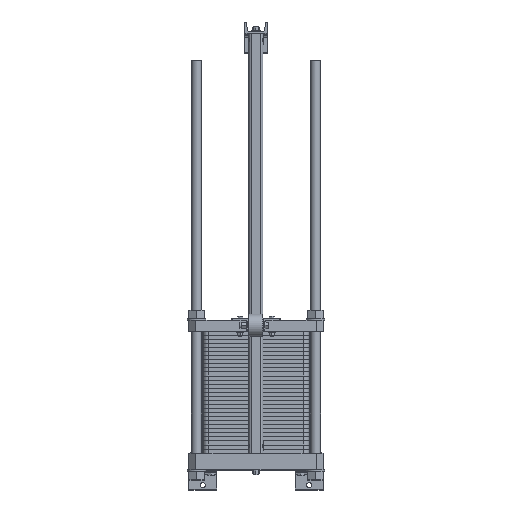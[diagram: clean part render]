
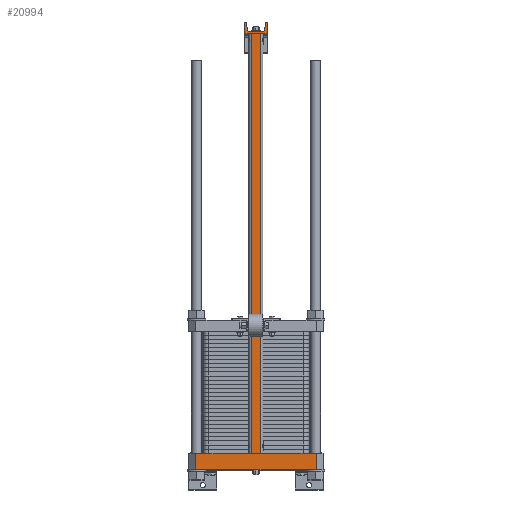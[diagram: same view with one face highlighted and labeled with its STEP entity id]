
A CAD part, top view. The second image highlights one B-rep face of the part: STEP entity #20994.
In plain terms, the highlighted planar face has unit normal (0, 0, 1).
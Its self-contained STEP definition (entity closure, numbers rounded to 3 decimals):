
#3723=FACE_OUTER_BOUND('',#4740,.T.);
#4740=EDGE_LOOP('',(#16238,#16239,#16240,#16241,#16242,#16243,#16244,#16245,
#16246,#16247,#16248,#16249,#16250,#16251,#16252,#16253,#16254,#16255,#16256,
#16257));
#5899=LINE('',#31493,#8241);
#5903=LINE('',#31500,#8245);
#5910=LINE('',#31524,#8252);
#5914=LINE('',#31536,#8256);
#5918=LINE('',#31548,#8260);
#5922=LINE('',#31568,#8264);
#5926=LINE('',#31580,#8268);
#5951=LINE('',#31646,#8293);
#5964=LINE('',#31678,#8306);
#6043=LINE('',#31970,#8385);
#6048=LINE('',#32001,#8390);
#6049=LINE('',#32003,#8391);
#6050=LINE('',#32005,#8392);
#6051=LINE('',#32007,#8393);
#6052=LINE('',#32009,#8394);
#6053=LINE('',#32010,#8395);
#8241=VECTOR('',#24404,10.);
#8245=VECTOR('',#24408,10.);
#8252=VECTOR('',#24425,10.);
#8256=VECTOR('',#24437,10.);
#8260=VECTOR('',#24449,10.);
#8264=VECTOR('',#24469,10.);
#8268=VECTOR('',#24481,10.);
#8293=VECTOR('',#24542,10.);
#8306=VECTOR('',#24579,10.);
#8385=VECTOR('',#24804,10.);
#8390=VECTOR('',#24819,1.);
#8391=VECTOR('',#24820,10.);
#8392=VECTOR('',#24821,10.);
#8393=VECTOR('',#24822,10.);
#8394=VECTOR('',#24823,10.);
#8395=VECTOR('',#24824,10.);
#10593=CIRCLE('',#21971,4.);
#10595=CIRCLE('',#21975,8.);
#10601=CIRCLE('',#21983,8.);
#10603=CIRCLE('',#21987,4.);
#11942=VERTEX_POINT('',#31477);
#11949=VERTEX_POINT('',#31490);
#11950=VERTEX_POINT('',#31492);
#11953=VERTEX_POINT('',#31498);
#11964=VERTEX_POINT('',#31521);
#11965=VERTEX_POINT('',#31523);
#11967=VERTEX_POINT('',#31529);
#11969=VERTEX_POINT('',#31535);
#11971=VERTEX_POINT('',#31541);
#11973=VERTEX_POINT('',#31547);
#11979=VERTEX_POINT('',#31561);
#11981=VERTEX_POINT('',#31567);
#11983=VERTEX_POINT('',#31573);
#11985=VERTEX_POINT('',#31579);
#12091=VERTEX_POINT('',#31969);
#12096=VERTEX_POINT('',#32000);
#12097=VERTEX_POINT('',#32002);
#12098=VERTEX_POINT('',#32004);
#12099=VERTEX_POINT('',#32006);
#12100=VERTEX_POINT('',#32008);
#13534=EDGE_CURVE('',#11950,#11949,#5899,.T.);
#13538=EDGE_CURVE('',#11942,#11953,#5903,.T.);
#13549=EDGE_CURVE('',#11965,#11964,#5910,.T.);
#13552=EDGE_CURVE('',#11967,#11965,#10593,.T.);
#13555=EDGE_CURVE('',#11969,#11967,#5914,.T.);
#13558=EDGE_CURVE('',#11971,#11969,#10595,.T.);
#13561=EDGE_CURVE('',#11973,#11971,#5918,.T.);
#13568=EDGE_CURVE('',#11979,#11973,#10601,.T.);
#13571=EDGE_CURVE('',#11981,#11979,#5922,.T.);
#13574=EDGE_CURVE('',#11983,#11981,#10603,.T.);
#13577=EDGE_CURVE('',#11985,#11983,#5926,.T.);
#13609=EDGE_CURVE('',#11964,#11950,#5951,.T.);
#13625=EDGE_CURVE('',#11953,#11985,#5964,.T.);
#13728=EDGE_CURVE('',#12091,#11942,#6043,.T.);
#13736=EDGE_CURVE('',#11949,#12096,#6048,.T.);
#13737=EDGE_CURVE('',#12096,#12097,#6049,.T.);
#13738=EDGE_CURVE('',#12097,#12098,#6050,.T.);
#13739=EDGE_CURVE('',#12099,#12098,#6051,.T.);
#13740=EDGE_CURVE('',#12100,#12099,#6052,.T.);
#13741=EDGE_CURVE('',#12100,#12091,#6053,.T.);
#16238=ORIENTED_EDGE('',*,*,#13728,.T.);
#16239=ORIENTED_EDGE('',*,*,#13538,.T.);
#16240=ORIENTED_EDGE('',*,*,#13625,.T.);
#16241=ORIENTED_EDGE('',*,*,#13577,.T.);
#16242=ORIENTED_EDGE('',*,*,#13574,.T.);
#16243=ORIENTED_EDGE('',*,*,#13571,.T.);
#16244=ORIENTED_EDGE('',*,*,#13568,.T.);
#16245=ORIENTED_EDGE('',*,*,#13561,.T.);
#16246=ORIENTED_EDGE('',*,*,#13558,.T.);
#16247=ORIENTED_EDGE('',*,*,#13555,.T.);
#16248=ORIENTED_EDGE('',*,*,#13552,.T.);
#16249=ORIENTED_EDGE('',*,*,#13549,.T.);
#16250=ORIENTED_EDGE('',*,*,#13609,.T.);
#16251=ORIENTED_EDGE('',*,*,#13534,.T.);
#16252=ORIENTED_EDGE('',*,*,#13736,.T.);
#16253=ORIENTED_EDGE('',*,*,#13737,.T.);
#16254=ORIENTED_EDGE('',*,*,#13738,.T.);
#16255=ORIENTED_EDGE('',*,*,#13739,.F.);
#16256=ORIENTED_EDGE('',*,*,#13740,.F.);
#16257=ORIENTED_EDGE('',*,*,#13741,.T.);
#20276=PLANE('',#22096);
#20994=ADVANCED_FACE('',(#3723),#20276,.T.);
#21971=AXIS2_PLACEMENT_3D('',#31530,#24431,#24432);
#21975=AXIS2_PLACEMENT_3D('',#31542,#24443,#24444);
#21983=AXIS2_PLACEMENT_3D('',#31562,#24463,#24464);
#21987=AXIS2_PLACEMENT_3D('',#31574,#24475,#24476);
#22096=AXIS2_PLACEMENT_3D('',#31999,#24817,#24818);
#24404=DIRECTION('',(1.,0.,0.));
#24408=DIRECTION('',(1.,0.,0.));
#24425=DIRECTION('',(-1.,0.,0.));
#24431=DIRECTION('center_axis',(0.,0.,1.));
#24432=DIRECTION('ref_axis',(0.996,0.091,0.));
#24437=DIRECTION('',(-0.091,0.996,0.));
#24443=DIRECTION('center_axis',(0.,0.,-1.));
#24444=DIRECTION('ref_axis',(0.996,0.091,0.));
#24449=DIRECTION('',(-1.,0.,0.));
#24463=DIRECTION('center_axis',(0.,0.,-1.));
#24464=DIRECTION('ref_axis',(0.,1.,0.));
#24469=DIRECTION('',(-0.091,-0.996,0.));
#24475=DIRECTION('center_axis',(0.,0.,1.));
#24476=DIRECTION('ref_axis',(0.,1.,0.));
#24481=DIRECTION('',(-1.,0.,0.));
#24542=DIRECTION('',(0.,-1.,0.));
#24579=DIRECTION('',(0.,1.,0.));
#24804=DIRECTION('',(0.,1.,0.));
#24817=DIRECTION('center_axis',(0.,0.,
1.));
#24818=DIRECTION('ref_axis',(-1.,0.,0.));
#24819=DIRECTION('',(0.,-1.,0.));
#24820=DIRECTION('',(-1.,0.,0.));
#24821=DIRECTION('',(0.,-1.,0.));
#24822=DIRECTION('',(-1.,0.,0.));
#24823=DIRECTION('',(0.,-1.,0.));
#24824=DIRECTION('',(-1.,0.,0.));
#31477=CARTESIAN_POINT('',(16.2,1500.,1111.));
#31490=CARTESIAN_POINT('',(-16.2,1500.,1111.));
#31492=CARTESIAN_POINT('',(-40.,1500.,1111.));
#31493=CARTESIAN_POINT('',(-40.,1500.,1111.));
#31498=CARTESIAN_POINT('',(40.,1500.,1111.));
#31500=CARTESIAN_POINT('',(-40.,1500.,1111.));
#31521=CARTESIAN_POINT('',(-40.,1540.,1111.));
#31523=CARTESIAN_POINT('',(-37.45,1540.,1111.));
#31524=CARTESIAN_POINT('',(-37.45,1540.,1111.));
#31529=CARTESIAN_POINT('',(-33.466,1536.366,1111.));
#31530=CARTESIAN_POINT('Origin',(-37.45,1536.,1111.));
#31535=CARTESIAN_POINT('',(-31.347,1513.269,1111.));
#31536=CARTESIAN_POINT('',(-31.347,1513.269,1111.));
#31541=CARTESIAN_POINT('',(-23.381,1506.,1111.));
#31542=CARTESIAN_POINT('Origin',(-23.381,1514.,1111.));
#31547=CARTESIAN_POINT('',(23.381,1506.,1111.));
#31548=CARTESIAN_POINT('',(23.381,1506.,1111.));
#31561=CARTESIAN_POINT('',(31.347,1513.269,1111.));
#31562=CARTESIAN_POINT('Origin',(23.381,1514.,1111.));
#31567=CARTESIAN_POINT('',(33.466,1536.366,1111.));
#31568=CARTESIAN_POINT('',(33.466,1536.366,1111.));
#31573=CARTESIAN_POINT('',(37.45,1540.,1111.));
#31574=CARTESIAN_POINT('Origin',(37.45,1536.,1111.));
#31579=CARTESIAN_POINT('',(40.,1540.,1111.));
#31580=CARTESIAN_POINT('',(40.,1540.,1111.));
#31646=CARTESIAN_POINT('',(-40.,1540.,1111.));
#31678=CARTESIAN_POINT('',(40.,1500.,1111.));
#31969=CARTESIAN_POINT('',(16.2,0.,1111.));
#31970=CARTESIAN_POINT('',(16.2,500.,1111.));
#31999=CARTESIAN_POINT('Origin',(215.,500.,1111.));
#32000=CARTESIAN_POINT('',(-16.2,0.,1111.));
#32001=CARTESIAN_POINT('',(-16.2,1266.,1111.));
#32002=CARTESIAN_POINT('',(-215.,0.,1111.));
#32003=CARTESIAN_POINT('',(215.,0.,1111.));
#32004=CARTESIAN_POINT('',(-215.,-60.,1111.));
#32005=CARTESIAN_POINT('',(-215.,0.,1111.));
#32006=CARTESIAN_POINT('',(215.,-60.,1111.));
#32007=CARTESIAN_POINT('',(215.,-60.,1111.));
#32008=CARTESIAN_POINT('',(215.,0.,1111.));
#32009=CARTESIAN_POINT('',(215.,0.,1111.));
#32010=CARTESIAN_POINT('',(215.,0.,1111.));
